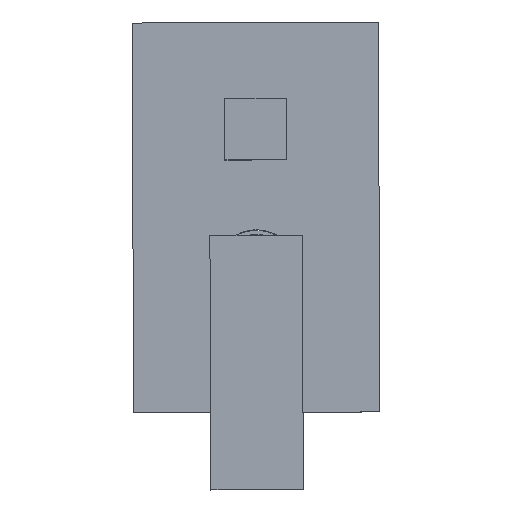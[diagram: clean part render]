
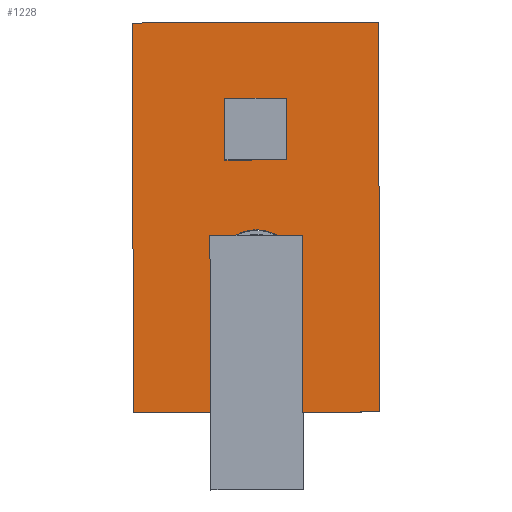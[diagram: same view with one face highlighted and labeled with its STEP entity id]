
A CAD part, top view. The second image highlights one B-rep face of the part: STEP entity #1228.
In plain terms, the highlighted planar face has unit normal (0, 0, 1).
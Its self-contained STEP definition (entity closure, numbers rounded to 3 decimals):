
#123 = CARTESIAN_POINT ( 'NONE',  ( 60., 95., 2. ) ) ;
#167 = DIRECTION ( 'NONE',  ( -1., 0., 0. ) ) ;
#229 = VERTEX_POINT ( 'NONE', #123 ) ;
#253 = AXIS2_PLACEMENT_3D ( 'NONE', #2247, #2438, #769 ) ;
#295 = ORIENTED_EDGE ( 'NONE', *, *, #790, .T. ) ;
#301 = AXIS2_PLACEMENT_3D ( 'NONE', #1217, #1391, #2034 ) ;
#390 = CARTESIAN_POINT ( 'NONE',  ( 0., -95., 2. ) ) ;
#399 = FACE_BOUND ( 'NONE', #1627, .T. ) ;
#406 = VERTEX_POINT ( 'NONE', #1250 ) ;
#424 = VERTEX_POINT ( 'NONE', #1229 ) ;
#604 = EDGE_CURVE ( 'NONE', #2204, #1672, #1968, .T. ) ;
#732 = FACE_BOUND ( 'NONE', #2554, .T. ) ;
#769 = DIRECTION ( 'NONE',  ( 1., 0., 0. ) ) ;
#770 = FACE_OUTER_BOUND ( 'NONE', #2627, .T. ) ;
#790 = EDGE_CURVE ( 'NONE', #229, #2204, #1938, .T. ) ;
#811 = CARTESIAN_POINT ( 'NONE',  ( -60., -95., 2. ) ) ;
#817 = DIRECTION ( 'NONE',  ( 1., 0., 0. ) ) ;
#1006 = ORIENTED_EDGE ( 'NONE', *, *, #1784, .F. ) ;
#1021 = LINE ( 'NONE', #390, #2264 ) ;
#1040 = CARTESIAN_POINT ( 'NONE',  ( -21., -27., 2. ) ) ;
#1096 = CARTESIAN_POINT ( 'NONE',  ( 0., -27., 2. ) ) ;
#1133 = DIRECTION ( 'NONE',  ( 0., 0., 1. ) ) ;
#1141 = CARTESIAN_POINT ( 'NONE',  ( 0., 95., 2. ) ) ;
#1192 = CIRCLE ( 'NONE', #1681, 21. ) ;
#1217 = CARTESIAN_POINT ( 'NONE',  ( 0., -27., 2. ) ) ;
#1228 = ADVANCED_FACE ( 'NONE', ( #399, #732, #770 ), #1267, .T. ) ;
#1229 = CARTESIAN_POINT ( 'NONE',  ( -12.5, 43., 2. ) ) ;
#1247 = ORIENTED_EDGE ( 'NONE', *, *, #604, .T. ) ;
#1250 = CARTESIAN_POINT ( 'NONE',  ( 60., -95., 2. ) ) ;
#1267 = PLANE ( 'NONE',  #2156 ) ;
#1328 = CARTESIAN_POINT ( 'NONE',  ( 0., 43., 2. ) ) ;
#1348 = DIRECTION ( 'NONE',  ( -1., 0., 0. ) ) ;
#1368 = CARTESIAN_POINT ( 'NONE',  ( 21., -27., 2. ) ) ;
#1386 = VECTOR ( 'NONE', #1348, 1000. ) ;
#1391 = DIRECTION ( 'NONE',  ( 0., 0., 1. ) ) ;
#1426 = VERTEX_POINT ( 'NONE', #1368 ) ;
#1471 = EDGE_CURVE ( 'NONE', #424, #2039, #1515, .T. ) ;
#1477 = DIRECTION ( 'NONE',  ( 0., 0., 1. ) ) ;
#1494 = EDGE_CURVE ( 'NONE', #2593, #1426, #1931, .T. ) ;
#1515 = CIRCLE ( 'NONE', #253, 12.5 ) ;
#1558 = ORIENTED_EDGE ( 'NONE', *, *, #2521, .F. ) ;
#1564 = CARTESIAN_POINT ( 'NONE',  ( -60., 95., 2. ) ) ;
#1627 = EDGE_LOOP ( 'NONE', ( #2605, #1006 ) ) ;
#1672 = VERTEX_POINT ( 'NONE', #811 ) ;
#1681 = AXIS2_PLACEMENT_3D ( 'NONE', #1096, #1477, #2549 ) ;
#1713 = CARTESIAN_POINT ( 'NONE',  ( -60., 0., 2. ) ) ;
#1717 = VECTOR ( 'NONE', #1885, 1000. ) ;
#1748 = DIRECTION ( 'NONE',  ( 1., 0., 0. ) ) ;
#1784 = EDGE_CURVE ( 'NONE', #1426, #2593, #1192, .T. ) ;
#1809 = EDGE_CURVE ( 'NONE', #229, #406, #2383, .T. ) ;
#1842 = VECTOR ( 'NONE', #1901, 1000. ) ;
#1880 = EDGE_CURVE ( 'NONE', #2039, #424, #2138, .T. ) ;
#1885 = DIRECTION ( 'NONE',  ( 0., -1., 0. ) ) ;
#1901 = DIRECTION ( 'NONE',  ( 0., -1., 0. ) ) ;
#1931 = CIRCLE ( 'NONE', #301, 21. ) ;
#1938 = LINE ( 'NONE', #1141, #1386 ) ;
#1968 = LINE ( 'NONE', #1713, #1717 ) ;
#1978 = ORIENTED_EDGE ( 'NONE', *, *, #1880, .F. ) ;
#1983 = AXIS2_PLACEMENT_3D ( 'NONE', #1328, #1133, #1748 ) ;
#2034 = DIRECTION ( 'NONE',  ( 1., 0., 0. ) ) ;
#2039 = VERTEX_POINT ( 'NONE', #2320 ) ;
#2068 = DIRECTION ( 'NONE',  ( 0., 0., 1. ) ) ;
#2095 = CARTESIAN_POINT ( 'NONE',  ( 0., 0., 2. ) ) ;
#2138 = CIRCLE ( 'NONE', #1983, 12.5 ) ;
#2156 = AXIS2_PLACEMENT_3D ( 'NONE', #2095, #2068, #817 ) ;
#2204 = VERTEX_POINT ( 'NONE', #1564 ) ;
#2247 = CARTESIAN_POINT ( 'NONE',  ( 0., 43., 2. ) ) ;
#2264 = VECTOR ( 'NONE', #167, 1000. ) ;
#2320 = CARTESIAN_POINT ( 'NONE',  ( 12.5, 43., 2. ) ) ;
#2348 = ORIENTED_EDGE ( 'NONE', *, *, #1471, .F. ) ;
#2383 = LINE ( 'NONE', #2543, #1842 ) ;
#2438 = DIRECTION ( 'NONE',  ( 0., 0., 1. ) ) ;
#2521 = EDGE_CURVE ( 'NONE', #406, #1672, #1021, .T. ) ;
#2543 = CARTESIAN_POINT ( 'NONE',  ( 60., 0., 2. ) ) ;
#2549 = DIRECTION ( 'NONE',  ( 1., 0., 0. ) ) ;
#2554 = EDGE_LOOP ( 'NONE', ( #2348, #1978 ) ) ;
#2593 = VERTEX_POINT ( 'NONE', #1040 ) ;
#2605 = ORIENTED_EDGE ( 'NONE', *, *, #1494, .F. ) ;
#2612 = ORIENTED_EDGE ( 'NONE', *, *, #1809, .F. ) ;
#2627 = EDGE_LOOP ( 'NONE', ( #1558, #2612, #295, #1247 ) ) ;
